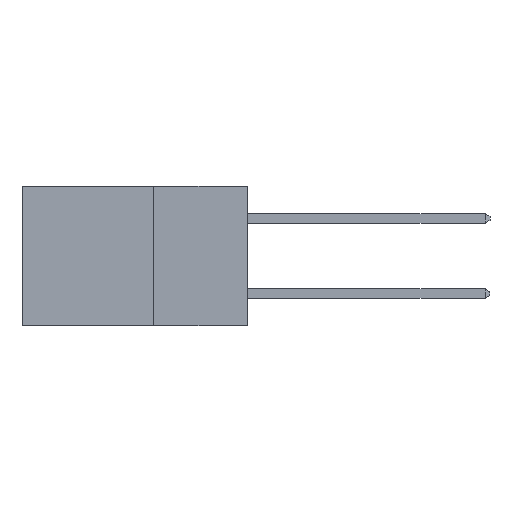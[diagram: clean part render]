
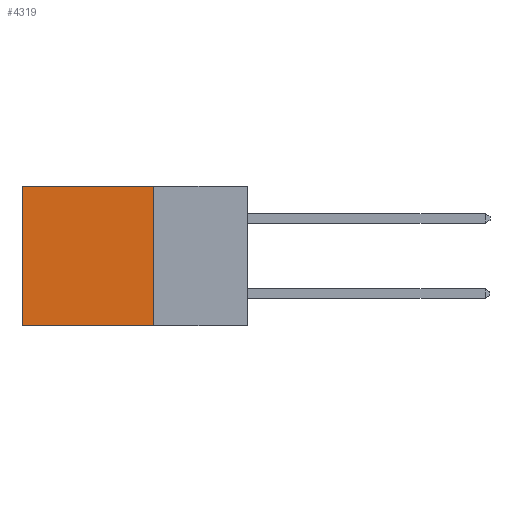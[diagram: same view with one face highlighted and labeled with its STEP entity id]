
A CAD part, left-side view. The second image highlights one B-rep face of the part: STEP entity #4319.
In plain terms, the highlighted planar face has unit normal (-1, 0, 0).
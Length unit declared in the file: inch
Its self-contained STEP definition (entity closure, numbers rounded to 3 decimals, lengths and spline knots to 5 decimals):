
#140 = ORIENTED_EDGE ( 'NONE', *, *, #11159, .F. ) ;
#1165 = LINE ( 'NONE', #3854, #10905 ) ;
#1411 = EDGE_CURVE ( 'NONE', #9981, #9388, #7237, .T. ) ;
#3102 = CARTESIAN_POINT ( 'NONE',  ( 0.298, 0.6, 0. ) ) ;
#3147 = CARTESIAN_POINT ( 'NONE',  ( 0.298, 0.25, 0. ) ) ;
#3262 = ORIENTED_EDGE ( 'NONE', *, *, #5502, .T. ) ;
#3553 = AXIS2_PLACEMENT_3D ( 'NONE', #6716, #10682, #10653 ) ;
#3778 = FACE_OUTER_BOUND ( 'NONE', #7882, .T. ) ;
#3846 = CARTESIAN_POINT ( 'NONE',  ( 0.298, 0.6, 0. ) ) ;
#3854 = CARTESIAN_POINT ( 'NONE',  ( 0.298, 0.25, -0.37 ) ) ;
#4319 = ADVANCED_FACE ( 'NONE', ( #3778 ), #7736, .F. ) ;
#4387 = VECTOR ( 'NONE', #7923, 39.37008 ) ;
#4527 = VECTOR ( 'NONE', #9109, 39.37008 ) ;
#5240 = LINE ( 'NONE', #3102, #5822 ) ;
#5502 = EDGE_CURVE ( 'NONE', #6730, #11805, #5240, .T. ) ;
#5572 = EDGE_CURVE ( 'NONE', #9981, #6730, #11624, .T. ) ;
#5822 = VECTOR ( 'NONE', #11503, 39.37008 ) ;
#6716 = CARTESIAN_POINT ( 'NONE',  ( 0.298, 0.25, 0. ) ) ;
#6730 = VERTEX_POINT ( 'NONE', #3846 ) ;
#6869 = ORIENTED_EDGE ( 'NONE', *, *, #1411, .F. ) ;
#7237 = LINE ( 'NONE', #8916, #4527 ) ;
#7736 = PLANE ( 'NONE',  #3553 ) ;
#7882 = EDGE_LOOP ( 'NONE', ( #3262, #140, #6869, #7943 ) ) ;
#7923 = DIRECTION ( 'NONE',  ( 0., 1., 0. ) ) ;
#7943 = ORIENTED_EDGE ( 'NONE', *, *, #5572, .T. ) ;
#8916 = CARTESIAN_POINT ( 'NONE',  ( 0.298, 0.25, 0. ) ) ;
#9109 = DIRECTION ( 'NONE',  ( 0., 0., -1. ) ) ;
#9388 = VERTEX_POINT ( 'NONE', #10462 ) ;
#9431 = CARTESIAN_POINT ( 'NONE',  ( 0.298, 0.6, -0.37 ) ) ;
#9981 = VERTEX_POINT ( 'NONE', #3147 ) ;
#10166 = DIRECTION ( 'NONE',  ( 0., 1., 0. ) ) ;
#10462 = CARTESIAN_POINT ( 'NONE',  ( 0.298, 0.25, -0.37 ) ) ;
#10653 = DIRECTION ( 'NONE',  ( 0., 0., -1. ) ) ;
#10682 = DIRECTION ( 'NONE',  ( 1., 0., 0. ) ) ;
#10905 = VECTOR ( 'NONE', #10166, 39.37008 ) ;
#11159 = EDGE_CURVE ( 'NONE', #9388, #11805, #1165, .T. ) ;
#11503 = DIRECTION ( 'NONE',  ( 0., 0., -1. ) ) ;
#11624 = LINE ( 'NONE', #11773, #4387 ) ;
#11773 = CARTESIAN_POINT ( 'NONE',  ( 0.298, 0.25, 0. ) ) ;
#11805 = VERTEX_POINT ( 'NONE', #9431 ) ;
